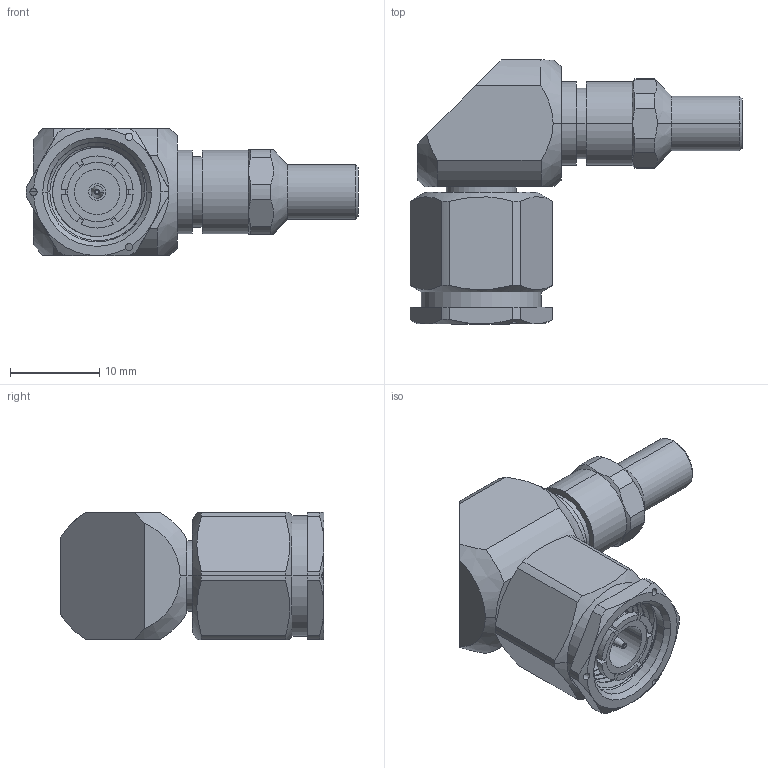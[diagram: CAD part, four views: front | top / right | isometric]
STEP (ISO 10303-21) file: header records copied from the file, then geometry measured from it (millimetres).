
FILE_DESCRIPTION (( 'STEP AP203' ), '1' );
FILE_NAME ('PE45445_FMCN1470.step', '2018-11-19T17:04:47', ( '' ), ( '' ), 'SwSTEP 2.0', 'SolidWorks 2017', '' );
FILE_SCHEMA (( 'CONFIG_CONTROL_DESIGN' ));
Length unit declared in the file: inch
Products named in the file (1): PE45445_FMCN1470
Bounding box: 37.23 x 29.59 x 14.27 mm (x, y, z)
Volume: 5265.1 mm3; surface area: 3336.4 mm2
Topology: 1 solids, 1 shells, 189 faces, 497 edges, 316 vertices
Faces by surface type: cylinder 86, plane 62, cone 36, bspline 3, torus 2
Entity records: 7235 total; most frequent: CARTESIAN_POINT 2590, ORIENTED_EDGE 994, DIRECTION 943, EDGE_CURVE 497, AXIS2_PLACEMENT_3D 374, VERTEX_POINT 316, EDGE_LOOP 201, LINE 195
